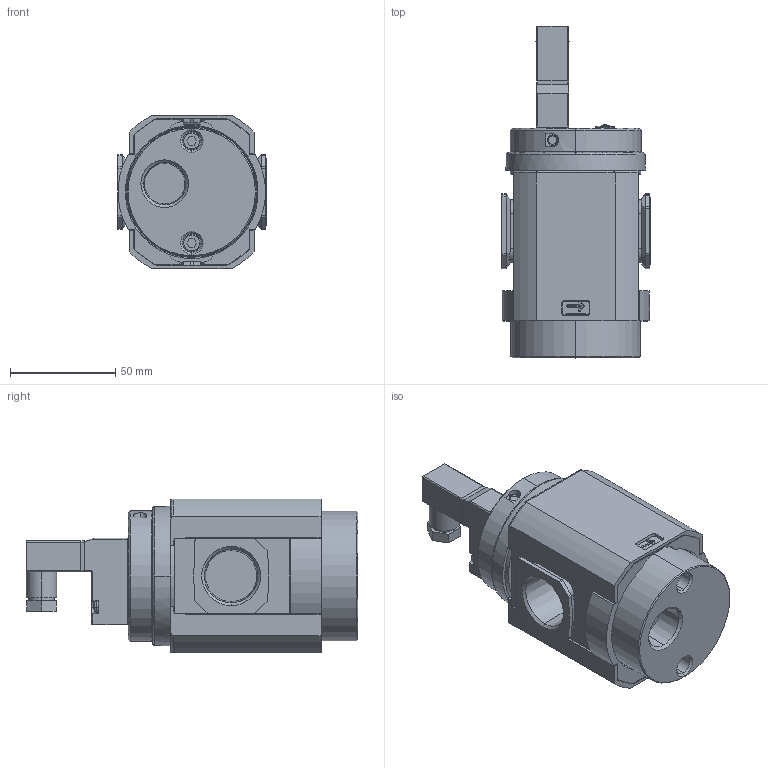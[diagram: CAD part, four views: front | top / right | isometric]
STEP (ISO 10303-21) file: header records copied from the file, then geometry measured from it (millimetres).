
FILE_DESCRIPTION (( 'STEP AP203' ), '1' );
FILE_NAME ('P84F-6AT-PFA.step', '2021-09-13T13:25:46', ( '' ), ( '' ), 'SwSTEP 2.0', 'SolidWorks 2021', '' );
FILE_SCHEMA (( 'CONFIG_CONTROL_DESIGN' ));
Length unit declared in the file: millimetre
Products named in the file (1): P84F-6AT-PFA
Bounding box: 70.25 x 157.35 x 73 mm (x, y, z)
Volume: 409080.2 mm3; surface area: 98038.6 mm2
Topology: 8 solids, 8 shells, 1169 faces, 3058 edges, 1981 vertices
Faces by surface type: plane 576, cylinder 354, cone 162, bspline 73, torus 4
Entity records: 38610 total; most frequent: CARTESIAN_POINT 9840, ORIENTED_EDGE 6060, DIRECTION 5913, EDGE_CURVE 3030, AXIS2_PLACEMENT_3D 2081, VERTEX_POINT 1981, VECTOR 1751, LINE 1751
